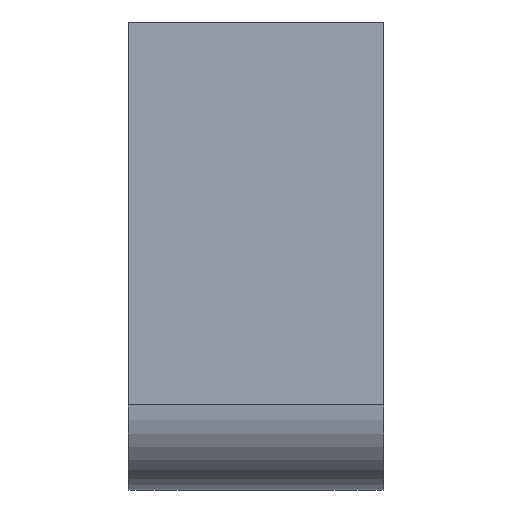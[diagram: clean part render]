
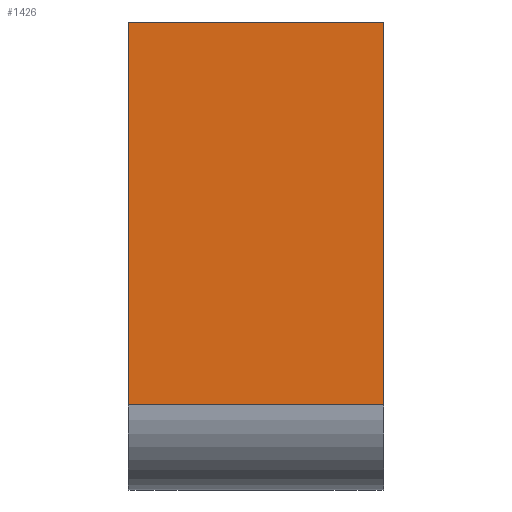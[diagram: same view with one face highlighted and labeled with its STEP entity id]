
A CAD part, front view. The second image highlights one B-rep face of the part: STEP entity #1426.
In plain terms, the highlighted planar face has unit normal (0, -1, 0).
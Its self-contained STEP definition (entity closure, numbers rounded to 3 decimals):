
#348 = EDGE_LOOP ( 'NONE', ( #4782, #6301, #4976, #6852 ) ) ;
#361 = DIRECTION ( 'NONE',  ( 0., 0., -1. ) ) ;
#1062 = EDGE_CURVE ( 'NONE', #5704, #7103, #5742, .T. ) ;
#1426 = ADVANCED_FACE ( 'NONE', ( #5215 ), #7842, .F. ) ;
#1466 = VECTOR ( 'NONE', #7157, 1000. ) ;
#1567 = LINE ( 'NONE', #6875, #3776 ) ;
#1700 = EDGE_CURVE ( 'NONE', #5568, #5704, #1567, .T. ) ;
#1921 = CARTESIAN_POINT ( 'NONE',  ( -15., 0., 0. ) ) ;
#1969 = DIRECTION ( 'NONE',  ( 0., 0., 1. ) ) ;
#1976 = LINE ( 'NONE', #5459, #7461 ) ;
#2127 = AXIS2_PLACEMENT_3D ( 'NONE', #7176, #3262, #1969 ) ;
#2604 = VECTOR ( 'NONE', #361, 1000. ) ;
#2809 = DIRECTION ( 'NONE',  ( -1., 0., 0. ) ) ;
#3035 = DIRECTION ( 'NONE',  ( -1., 0., 0. ) ) ;
#3039 = CARTESIAN_POINT ( 'NONE',  ( -15., 0., 0. ) ) ;
#3262 = DIRECTION ( 'NONE',  ( 0., 1., 0. ) ) ;
#3776 = VECTOR ( 'NONE', #3035, 1000. ) ;
#4782 = ORIENTED_EDGE ( 'NONE', *, *, #1062, .T. ) ;
#4976 = ORIENTED_EDGE ( 'NONE', *, *, #7396, .F. ) ;
#5127 = CARTESIAN_POINT ( 'NONE',  ( 15., 0., -45. ) ) ;
#5215 = FACE_OUTER_BOUND ( 'NONE', #348, .T. ) ;
#5459 = CARTESIAN_POINT ( 'NONE',  ( 15., 0., -45. ) ) ;
#5568 = VERTEX_POINT ( 'NONE', #6827 ) ;
#5704 = VERTEX_POINT ( 'NONE', #3039 ) ;
#5742 = LINE ( 'NONE', #1921, #1466 ) ;
#6097 = CARTESIAN_POINT ( 'NONE',  ( -15., 0., -45. ) ) ;
#6301 = ORIENTED_EDGE ( 'NONE', *, *, #8346, .F. ) ;
#6755 = CARTESIAN_POINT ( 'NONE',  ( 15., 0., 0. ) ) ;
#6796 = VERTEX_POINT ( 'NONE', #5127 ) ;
#6827 = CARTESIAN_POINT ( 'NONE',  ( 15., 0., 0. ) ) ;
#6852 = ORIENTED_EDGE ( 'NONE', *, *, #1700, .T. ) ;
#6875 = CARTESIAN_POINT ( 'NONE',  ( 15., 0., 0. ) ) ;
#7103 = VERTEX_POINT ( 'NONE', #6097 ) ;
#7157 = DIRECTION ( 'NONE',  ( 0., 0., -1. ) ) ;
#7176 = CARTESIAN_POINT ( 'NONE',  ( 15., 0., 0. ) ) ;
#7257 = LINE ( 'NONE', #6755, #2604 ) ;
#7396 = EDGE_CURVE ( 'NONE', #5568, #6796, #7257, .T. ) ;
#7461 = VECTOR ( 'NONE', #2809, 1000. ) ;
#7842 = PLANE ( 'NONE',  #2127 ) ;
#8346 = EDGE_CURVE ( 'NONE', #6796, #7103, #1976, .T. ) ;
